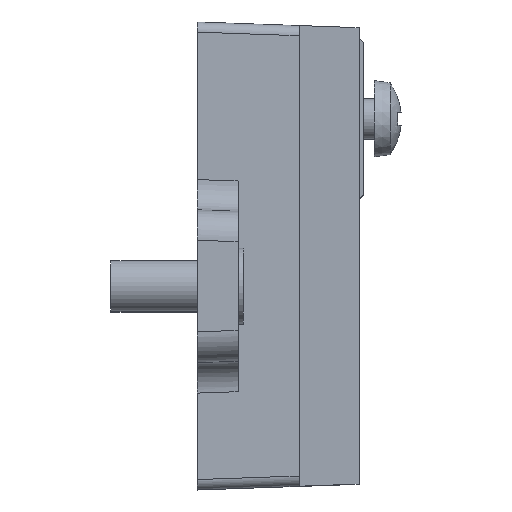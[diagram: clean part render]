
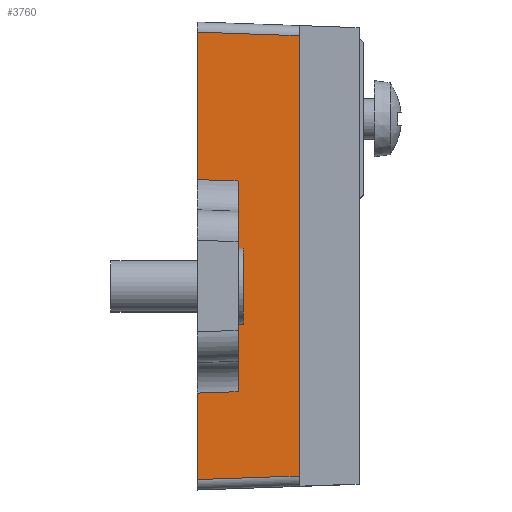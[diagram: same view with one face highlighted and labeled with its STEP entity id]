
A CAD part, top view. The second image highlights one B-rep face of the part: STEP entity #3760.
In plain terms, the highlighted planar face has unit normal (0.035, 0, 0.999).
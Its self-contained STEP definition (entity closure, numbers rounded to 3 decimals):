
#1064=CARTESIAN_POINT('',(10.,-18.651,8.151));
#1069=DIRECTION('',(0.,1.,0.));
#1070=VECTOR('',#1069,43.303);
#1071=CARTESIAN_POINT('',(10.,-18.651,8.151));
#1072=LINE('',#1071,#1070);
#1105=CARTESIAN_POINT('',(0.,25.001,8.5));
#1210=CARTESIAN_POINT('',(0.,-10.498,
8.5));
#1215=CARTESIAN_POINT('',(0.,-19.001,
8.5));
#1278=DIRECTION('',(-0.999,0.035,0.035));
#1279=VECTOR('',#1278,4.005);
#1280=CARTESIAN_POINT('',(4.,10.358,8.36));
#1281=LINE('',#1280,#1279);
#1285=DIRECTION('',(0.,1.,0.));
#1286=VECTOR('',#1285,14.502);
#1287=CARTESIAN_POINT('',(0.,10.498,
8.5));
#1288=LINE('',#1287,#1286);
#1292=DIRECTION('',(0.999,-0.035,-0.035));
#1293=VECTOR('',#1292,10.012);
#1294=CARTESIAN_POINT('',(0.,25.001,8.5));
#1295=LINE('',#1294,#1293);
#1299=DIRECTION('',(-0.999,-0.035,0.035));
#1300=VECTOR('',#1299,10.012);
#1301=CARTESIAN_POINT('',(10.,-18.651,8.151));
#1302=LINE('',#1301,#1300);
#1306=DIRECTION('',(0.,1.,0.));
#1307=VECTOR('',#1306,8.502);
#1308=CARTESIAN_POINT('',(0.,-19.001,
8.5));
#1309=LINE('',#1308,#1307);
#1313=DIRECTION('',(0.999,0.035,-0.035));
#1314=VECTOR('',#1313,4.005);
#1315=CARTESIAN_POINT('',(0.,-10.498,
8.5));
#1316=LINE('',#1315,#1314);
#1383=DIRECTION('',(0.,-1.,0.));
#1384=VECTOR('',#1383,20.717);
#1385=CARTESIAN_POINT('',(4.,10.358,8.36));
#1386=LINE('',#1385,#1384);
#2942=VERTEX_POINT('',#1064);
#2943=CARTESIAN_POINT('',(10.,24.651,8.151));
#2944=VERTEX_POINT('',#2943);
#2945=VERTEX_POINT('',#1215);
#2946=VERTEX_POINT('',#1105);
#2947=CARTESIAN_POINT('',(0.,10.498,
8.5));
#2948=VERTEX_POINT('',#2947);
#2958=VERTEX_POINT('',#1210);
#2974=CARTESIAN_POINT('',(4.,10.358,8.36));
#2975=VERTEX_POINT('',#2974);
#2976=CARTESIAN_POINT('',(4.,-10.358,8.36));
#2977=VERTEX_POINT('',#2976);
#3742=CARTESIAN_POINT('',(0.,-21.619,8.5));
#3743=DIRECTION('',(-0.035,0.,-0.999));
#3744=DIRECTION('',(0.,1.,0.));
#3745=AXIS2_PLACEMENT_3D('',#3742,#3743,#3744);
#3746=PLANE('',#3745);
#3748=ORIENTED_EDGE('',*,*,#3747,.T.);
#3749=ORIENTED_EDGE('',*,*,#3672,.T.);
#3750=ORIENTED_EDGE('',*,*,#3737,.T.);
#3751=ORIENTED_EDGE('',*,*,#3642,.F.);
#3752=ORIENTED_EDGE('',*,*,#3659,.T.);
#3753=ORIENTED_EDGE('',*,*,#3688,.T.);
#3755=ORIENTED_EDGE('',*,*,#3754,.T.);
#3757=ORIENTED_EDGE('',*,*,#3756,.F.);
#3758=EDGE_LOOP('',(#3748,#3749,#3750,#3751,#3752,#3753,#3755,#3757));
#3759=FACE_OUTER_BOUND('',#3758,.F.);
#3642=EDGE_CURVE('',#2942,#2944,#1072,.T.);
#3659=EDGE_CURVE('',#2942,#2945,#1302,.T.);
#3672=EDGE_CURVE('',#2948,#2946,#1288,.T.);
#3688=EDGE_CURVE('',#2945,#2958,#1309,.T.);
#3737=EDGE_CURVE('',#2946,#2944,#1295,.T.);
#3747=EDGE_CURVE('',#2975,#2948,#1281,.T.);
#3754=EDGE_CURVE('',#2958,#2977,#1316,.T.);
#3756=EDGE_CURVE('',#2975,#2977,#1386,.T.);
#3760=ADVANCED_FACE('',(#3759),#3746,.F.);
